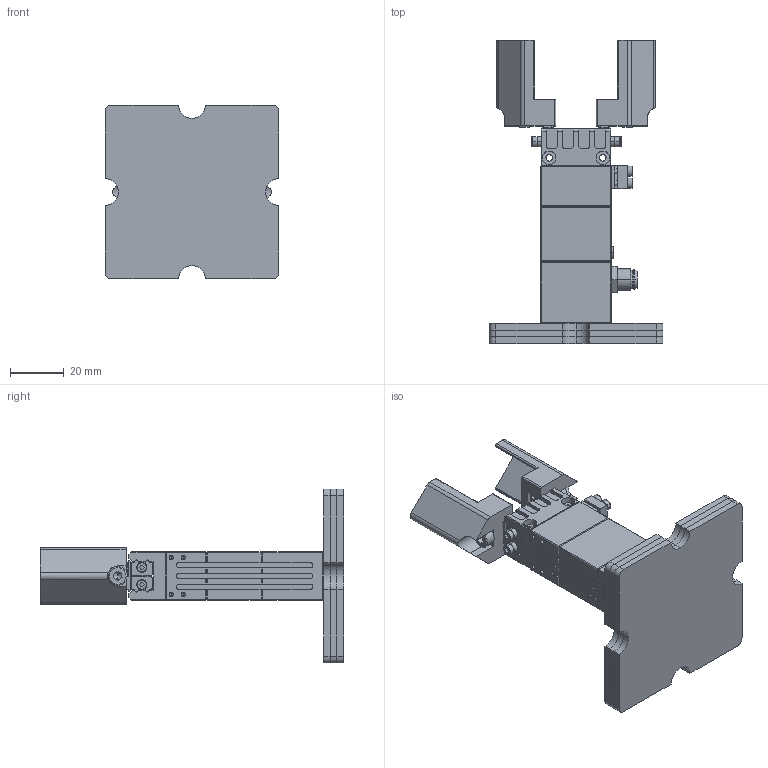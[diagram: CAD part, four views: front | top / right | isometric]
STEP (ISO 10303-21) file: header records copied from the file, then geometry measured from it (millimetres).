
FILE_DESCRIPTION (( 'STEP AP214' ), '1' );
FILE_NAME ('gripper_full_2.STEP', '2022-03-15T09:03:55', ( '' ), ( '' ), 'SwSTEP 2.0', 'SolidWorks 2021', '' );
FILE_SCHEMA (( 'AUTOMOTIVE_DESIGN' ));
Length unit declared in the file: millimetre
Products named in the file (7): socket head cap screw_din_DIN 912 M4 x 10 --- 10N; gripper_jaw1; gripper_full_2; jaw; gripper_jaw2; Bufferplade; gripper_base
Assembly tree (10 placements, depth 2):
  gripper_full_2
    gripper_base
    gripper_jaw1
    gripper_jaw2
    jaw  x2
    socket head cap screw_din_DIN 912 M4 x 10 --- 10N  x2
    Bufferplade  x3
Bounding box: 65 x 113.3 x 65 mm (x, y, z)
Volume: 75692.9 mm3; surface area: 47289.3 mm2
Topology: 22 solids, 22 shells, 1105 faces, 2841 edges, 1810 vertices
Faces by surface type: plane 671, cylinder 328, cone 70, torus 28, sphere 8
Entity records: 40829 total; most frequent: DIRECTION 5269, CARTESIAN_POINT 5242, ORIENTED_EDGE 5088, EDGE_CURVE 2544, LINE 1849, VECTOR 1849, AXIS2_PLACEMENT_3D 1710, VERTEX_POINT 1643
